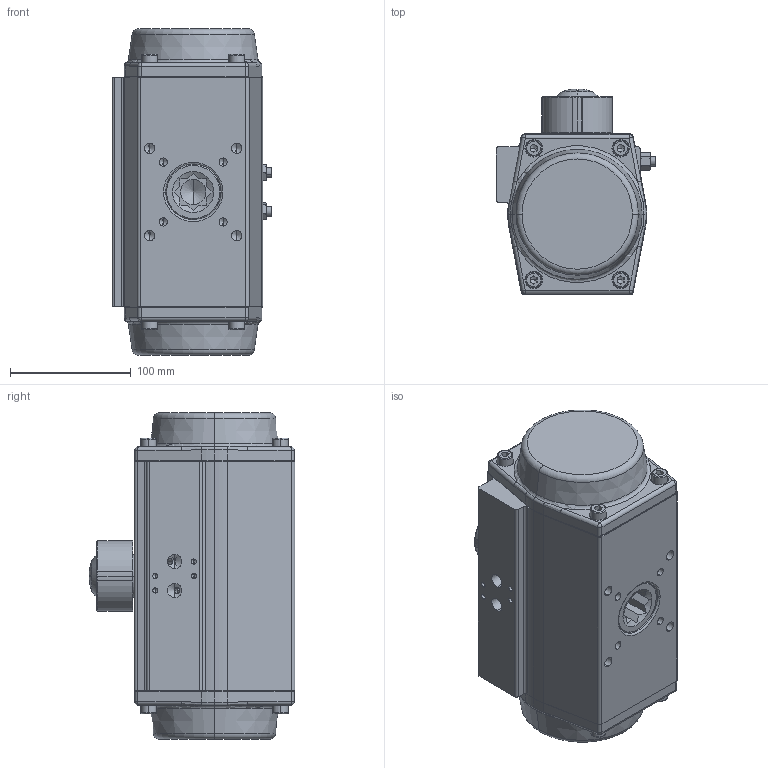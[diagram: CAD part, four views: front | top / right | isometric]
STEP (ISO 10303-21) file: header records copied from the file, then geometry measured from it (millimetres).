
FILE_DESCRIPTION (( 'STEP AP203' ), '1' );
FILE_NAME ('GD-105-090-V22-FG-SA-Doku.step', '2019-01-14T07:35:30', ( '' ), ( '' ), 'SwSTEP 2.0', 'SolidWorks 2018', '' );
FILE_SCHEMA (( 'CONFIG_CONTROL_DESIGN' ));
Length unit declared in the file: millimetre
Products named in the file (1): GD-105-090-V22-FG-SA-Doku
Bounding box: 132 x 170.19 x 270 mm (x, y, z)
Volume: 1629234.2 mm3; surface area: 376593.3 mm2
Topology: 25 solids, 25 shells, 2534 faces, 6095 edges, 3557 vertices
Faces by surface type: cylinder 787, plane 611, torus 542, bspline 300, cone 156, sphere 138
Entity records: 83591 total; most frequent: CARTESIAN_POINT 26059, DIRECTION 12696, ORIENTED_EDGE 11778, EDGE_CURVE 5889, AXIS2_PLACEMENT_3D 5292, VERTEX_POINT 3507, CIRCLE 3057, EDGE_LOOP 2684
